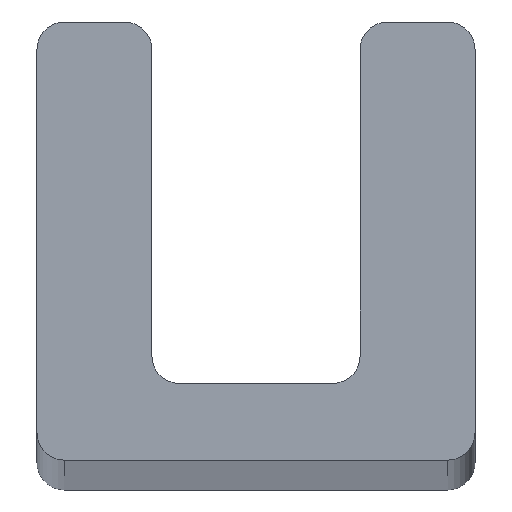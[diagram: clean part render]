
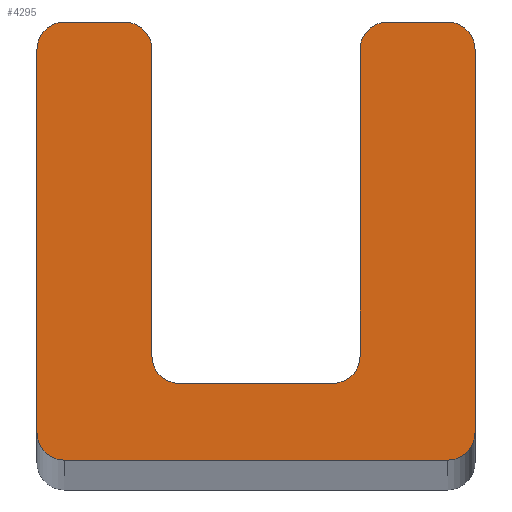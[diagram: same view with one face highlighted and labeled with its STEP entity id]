
A CAD part, top view. The second image highlights one B-rep face of the part: STEP entity #4295.
In plain terms, the highlighted planar face has unit normal (0, 0, 1).
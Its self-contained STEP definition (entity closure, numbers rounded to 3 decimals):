
#105 = ORIENTED_EDGE ( 'NONE', *, *, #1874, .T. ) ;
#146 = DIRECTION ( 'NONE',  ( 0., 0., -1. ) ) ;
#166 = VERTEX_POINT ( 'NONE', #4363 ) ;
#182 = CARTESIAN_POINT ( 'NONE',  ( -1.62, 8., 312. ) ) ;
#190 = CARTESIAN_POINT ( 'NONE',  ( -1.9, 1.9, 312. ) ) ;
#208 = AXIS2_PLACEMENT_3D ( 'NONE', #2918, #361, #3341 ) ;
#225 = VERTEX_POINT ( 'NONE', #2682 ) ;
#236 = VERTEX_POINT ( 'NONE', #4829 ) ;
#248 = DIRECTION ( 'NONE',  ( 1., 0., 0. ) ) ;
#262 = EDGE_CURVE ( 'NONE', #4172, #225, #2152, .T. ) ;
#337 = CARTESIAN_POINT ( 'NONE',  ( 2.4, 7.5, 312. ) ) ;
#361 = DIRECTION ( 'NONE',  ( 0., 0., 1. ) ) ;
#384 = AXIS2_PLACEMENT_3D ( 'NONE', #4554, #1993, #4967 ) ;
#510 = ORIENTED_EDGE ( 'NONE', *, *, #1433, .T. ) ;
#524 = CARTESIAN_POINT ( 'NONE',  ( 3.5, 7.5, 312. ) ) ;
#537 = VERTEX_POINT ( 'NONE', #891 ) ;
#555 = EDGE_CURVE ( 'NONE', #5523, #236, #2824, .T. ) ;
#656 = VERTEX_POINT ( 'NONE', #4943 ) ;
#705 = ORIENTED_EDGE ( 'NONE', *, *, #3525, .T. ) ;
#762 = DIRECTION ( 'NONE',  ( 1., 0., 0. ) ) ;
#779 = LINE ( 'NONE', #3104, #5180 ) ;
#891 = CARTESIAN_POINT ( 'NONE',  ( 1.9, 1.9, 312. ) ) ;
#941 = VECTOR ( 'NONE', #2571, 1000. ) ;
#943 = DIRECTION ( 'NONE',  ( 1., 0., 0. ) ) ;
#1005 = CIRCLE ( 'NONE', #384, 0.5 ) ;
#1010 = AXIS2_PLACEMENT_3D ( 'NONE', #337, #3322, #762 ) ;
#1026 = VERTEX_POINT ( 'NONE', #190 ) ;
#1091 = ORIENTED_EDGE ( 'NONE', *, *, #4047, .T. ) ;
#1131 = DIRECTION ( 'NONE',  ( 0., 1., 0. ) ) ;
#1168 = ORIENTED_EDGE ( 'NONE', *, *, #4767, .T. ) ;
#1326 = CARTESIAN_POINT ( 'NONE',  ( -1.62, 8., 312. ) ) ;
#1399 = EDGE_CURVE ( 'NONE', #5213, #1442, #3477, .T. ) ;
#1433 = EDGE_CURVE ( 'NONE', #1442, #1689, #2198, .T. ) ;
#1442 = VERTEX_POINT ( 'NONE', #3555 ) ;
#1465 = CIRCLE ( 'NONE', #1010, 0.5 ) ;
#1468 = DIRECTION ( 'NONE',  ( 1., 0., 0. ) ) ;
#1672 = AXIS2_PLACEMENT_3D ( 'NONE', #2701, #146, #3133 ) ;
#1689 = VERTEX_POINT ( 'NONE', #3443 ) ;
#1777 = DIRECTION ( 'NONE',  ( -1., 0., 0. ) ) ;
#1787 = CARTESIAN_POINT ( 'NONE',  ( -4., 0.5, 312. ) ) ;
#1863 = CARTESIAN_POINT ( 'NONE',  ( -3.5, 7.5, 312. ) ) ;
#1874 = EDGE_CURVE ( 'NONE', #1689, #166, #1465, .T. ) ;
#1993 = DIRECTION ( 'NONE',  ( 0., 0., -1. ) ) ;
#2042 = ORIENTED_EDGE ( 'NONE', *, *, #262, .T. ) ;
#2080 = LINE ( 'NONE', #2137, #941 ) ;
#2090 = VERTEX_POINT ( 'NONE', #4755 ) ;
#2103 = ORIENTED_EDGE ( 'NONE', *, *, #4226, .T. ) ;
#2105 = CARTESIAN_POINT ( 'NONE',  ( -4., 8., 312. ) ) ;
#2124 = VERTEX_POINT ( 'NONE', #1787 ) ;
#2137 = CARTESIAN_POINT ( 'NONE',  ( 1.9, 8., 312. ) ) ;
#2152 = CIRCLE ( 'NONE', #3036, 0.5 ) ;
#2198 = LINE ( 'NONE', #4814, #3206 ) ;
#2200 = EDGE_CURVE ( 'NONE', #4671, #5523, #2866, .T. ) ;
#2251 = DIRECTION ( 'NONE',  ( -1., 0., 0. ) ) ;
#2287 = DIRECTION ( 'NONE',  ( 1., 0., 0. ) ) ;
#2309 = PLANE ( 'NONE',  #5379 ) ;
#2410 = EDGE_LOOP ( 'NONE', ( #4649, #3246, #2984, #3854, #3593, #1168, #3185, #2042, #5170, #2777, #510, #105, #1091, #2103, #3111, #705 ) ) ;
#2412 = CARTESIAN_POINT ( 'NONE',  ( 3.5, 0.5, 312. ) ) ;
#2548 = CIRCLE ( 'NONE', #1672, 0.5 ) ;
#2571 = DIRECTION ( 'NONE',  ( 0., -1., 0. ) ) ;
#2682 = CARTESIAN_POINT ( 'NONE',  ( 4., 0.5, 312. ) ) ;
#2701 = CARTESIAN_POINT ( 'NONE',  ( 1.4, 1.9, 312. ) ) ;
#2777 = ORIENTED_EDGE ( 'NONE', *, *, #1399, .T. ) ;
#2809 = DIRECTION ( 'NONE',  ( 0., 0., 1. ) ) ;
#2824 = LINE ( 'NONE', #1326, #4945 ) ;
#2842 = CARTESIAN_POINT ( 'NONE',  ( -1.9, 7.5, 312. ) ) ;
#2845 = DIRECTION ( 'NONE',  ( 1., 0., 0. ) ) ;
#2866 = CIRCLE ( 'NONE', #4346, 0.5 ) ;
#2918 = CARTESIAN_POINT ( 'NONE',  ( -3.5, 0.5, 312. ) ) ;
#2955 = VECTOR ( 'NONE', #4288, 1000. ) ;
#2956 = EDGE_CURVE ( 'NONE', #236, #5366, #2957, .T. ) ;
#2957 = CIRCLE ( 'NONE', #4136, 0.5 ) ;
#2984 = ORIENTED_EDGE ( 'NONE', *, *, #555, .T. ) ;
#3007 = CARTESIAN_POINT ( 'NONE',  ( -1.9, 8., 312. ) ) ;
#3036 = AXIS2_PLACEMENT_3D ( 'NONE', #2412, #5387, #2845 ) ;
#3104 = CARTESIAN_POINT ( 'NONE',  ( 1.9, 1.4, 312. ) ) ;
#3111 = ORIENTED_EDGE ( 'NONE', *, *, #5263, .T. ) ;
#3133 = DIRECTION ( 'NONE',  ( 1., 0., 0. ) ) ;
#3156 = FACE_OUTER_BOUND ( 'NONE', #2410, .T. ) ;
#3185 = ORIENTED_EDGE ( 'NONE', *, *, #4408, .T. ) ;
#3200 = LINE ( 'NONE', #4108, #4335 ) ;
#3206 = VECTOR ( 'NONE', #2251, 1000. ) ;
#3246 = ORIENTED_EDGE ( 'NONE', *, *, #2200, .T. ) ;
#3322 = DIRECTION ( 'NONE',  ( 0., 0., 1. ) ) ;
#3341 = DIRECTION ( 'NONE',  ( 1., 0., 0. ) ) ;
#3443 = CARTESIAN_POINT ( 'NONE',  ( 2.4, 8., 312. ) ) ;
#3464 = VECTOR ( 'NONE', #4688, 1000. ) ;
#3477 = CIRCLE ( 'NONE', #4768, 0.5 ) ;
#3511 = DIRECTION ( 'NONE',  ( 0., 0., 1. ) ) ;
#3518 = CARTESIAN_POINT ( 'NONE',  ( 4., 7.5, 312. ) ) ;
#3525 = EDGE_CURVE ( 'NONE', #656, #1026, #1005, .T. ) ;
#3555 = CARTESIAN_POINT ( 'NONE',  ( 3.5, 8., 312. ) ) ;
#3593 = ORIENTED_EDGE ( 'NONE', *, *, #4878, .T. ) ;
#3854 = ORIENTED_EDGE ( 'NONE', *, *, #2956, .T. ) ;
#3997 = CIRCLE ( 'NONE', #208, 0.5 ) ;
#4025 = DIRECTION ( 'NONE',  ( 0., 0., 1. ) ) ;
#4047 = EDGE_CURVE ( 'NONE', #166, #537, #2080, .T. ) ;
#4049 = CARTESIAN_POINT ( 'NONE',  ( -4., 7.5, 312. ) ) ;
#4076 = EDGE_CURVE ( 'NONE', #1026, #4671, #5212, .T. ) ;
#4108 = CARTESIAN_POINT ( 'NONE',  ( -4., 0., 312. ) ) ;
#4136 = AXIS2_PLACEMENT_3D ( 'NONE', #1863, #4844, #2287 ) ;
#4159 = CARTESIAN_POINT ( 'NONE',  ( -2.4, 8., 312. ) ) ;
#4172 = VERTEX_POINT ( 'NONE', #4365 ) ;
#4178 = VERTEX_POINT ( 'NONE', #5208 ) ;
#4226 = EDGE_CURVE ( 'NONE', #537, #2090, #2548, .T. ) ;
#4259 = VECTOR ( 'NONE', #1131, 1000. ) ;
#4288 = DIRECTION ( 'NONE',  ( 0., 1., 0. ) ) ;
#4295 = ADVANCED_FACE ( 'NONE', ( #3156 ), #2309, .T. ) ;
#4335 = VECTOR ( 'NONE', #5393, 1000. ) ;
#4346 = AXIS2_PLACEMENT_3D ( 'NONE', #5356, #2809, #248 ) ;
#4363 = CARTESIAN_POINT ( 'NONE',  ( 1.9, 7.5, 312. ) ) ;
#4365 = CARTESIAN_POINT ( 'NONE',  ( 3.5, 0., 312. ) ) ;
#4408 = EDGE_CURVE ( 'NONE', #4178, #4172, #3200, .T. ) ;
#4541 = CARTESIAN_POINT ( 'NONE',  ( 4., 8., 312. ) ) ;
#4554 = CARTESIAN_POINT ( 'NONE',  ( -1.4, 1.9, 312. ) ) ;
#4597 = LINE ( 'NONE', #2105, #3464 ) ;
#4649 = ORIENTED_EDGE ( 'NONE', *, *, #4076, .T. ) ;
#4671 = VERTEX_POINT ( 'NONE', #2842 ) ;
#4676 = EDGE_CURVE ( 'NONE', #225, #5213, #5388, .T. ) ;
#4688 = DIRECTION ( 'NONE',  ( 0., -1., 0. ) ) ;
#4755 = CARTESIAN_POINT ( 'NONE',  ( 1.4, 1.4, 312. ) ) ;
#4767 = EDGE_CURVE ( 'NONE', #2124, #4178, #3997, .T. ) ;
#4768 = AXIS2_PLACEMENT_3D ( 'NONE', #524, #3511, #943 ) ;
#4814 = CARTESIAN_POINT ( 'NONE',  ( -1.62, 8., 312. ) ) ;
#4829 = CARTESIAN_POINT ( 'NONE',  ( -3.5, 8., 312. ) ) ;
#4837 = DIRECTION ( 'NONE',  ( -1., 0., 0. ) ) ;
#4844 = DIRECTION ( 'NONE',  ( 0., 0., 1. ) ) ;
#4878 = EDGE_CURVE ( 'NONE', #5366, #2124, #4597, .T. ) ;
#4943 = CARTESIAN_POINT ( 'NONE',  ( -1.4, 1.4, 312. ) ) ;
#4945 = VECTOR ( 'NONE', #1777, 1000. ) ;
#4967 = DIRECTION ( 'NONE',  ( 1., 0., 0. ) ) ;
#5170 = ORIENTED_EDGE ( 'NONE', *, *, #4676, .T. ) ;
#5180 = VECTOR ( 'NONE', #4837, 1000. ) ;
#5208 = CARTESIAN_POINT ( 'NONE',  ( -3.5, 0., 312. ) ) ;
#5212 = LINE ( 'NONE', #3007, #2955 ) ;
#5213 = VERTEX_POINT ( 'NONE', #3518 ) ;
#5263 = EDGE_CURVE ( 'NONE', #2090, #656, #779, .T. ) ;
#5356 = CARTESIAN_POINT ( 'NONE',  ( -2.4, 7.5, 312. ) ) ;
#5366 = VERTEX_POINT ( 'NONE', #4049 ) ;
#5379 = AXIS2_PLACEMENT_3D ( 'NONE', #182, #4025, #1468 ) ;
#5387 = DIRECTION ( 'NONE',  ( 0., 0., 1. ) ) ;
#5388 = LINE ( 'NONE', #4541, #4259 ) ;
#5393 = DIRECTION ( 'NONE',  ( 1., 0., 0. ) ) ;
#5523 = VERTEX_POINT ( 'NONE', #4159 ) ;
